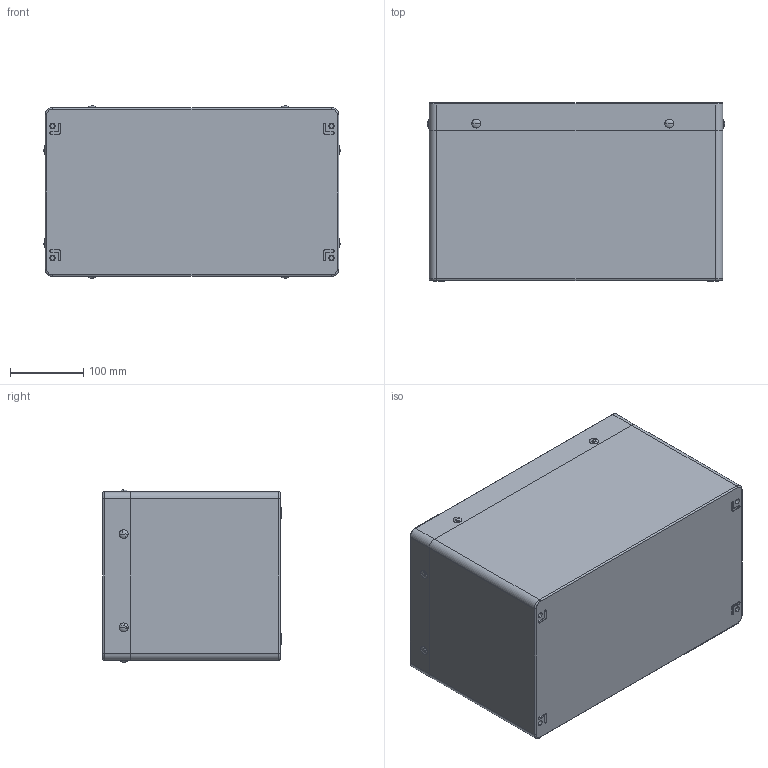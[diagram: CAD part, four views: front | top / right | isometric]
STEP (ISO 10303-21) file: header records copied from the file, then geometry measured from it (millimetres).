
FILE_DESCRIPTION (( 'STEP AP214' ), '1' );
FILE_NAME ('13151000.STEP', '2016-03-31T10:04:48', ( 'Macha' ), ( 'Hewlett-Packard Company' ), 'SwSTEP 2.0', 'SolidWorks 2015', '' );
FILE_SCHEMA (( 'AUTOMOTIVE_DESIGN' ));
Length unit declared in the file: millimetre
Products named in the file (6): 94411; 93261; 93117; 08063_Bearbeitung Griff ; 03631; 13151000
Assembly tree (15 placements, depth 2):
  13151000
    03631
    08063_Bearbeitung Griff 
    93117
    93261  x4
    94411  x8
Bounding box: 405 x 243 x 235 mm (x, y, z)
Volume: 2783827.2 mm3; surface area: 877716.9 mm2
Topology: 16 solids, 16 shells, 1215 faces, 2806 edges, 1700 vertices
Faces by surface type: plane 451, cylinder 362, cone 158, bspline 138, torus 77, sphere 29
Entity records: 34636 total; most frequent: CARTESIAN_POINT 11266, ORIENTED_EDGE 4816, DIRECTION 4675, EDGE_CURVE 2408, AXIS2_PLACEMENT_3D 1699, VERTEX_POINT 1482, LINE 1277, VECTOR 1277
